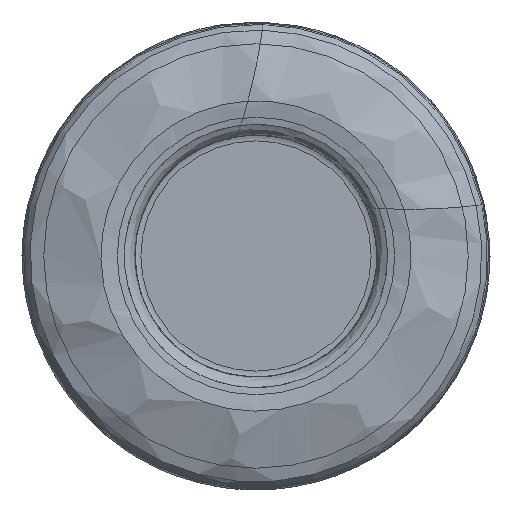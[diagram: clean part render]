
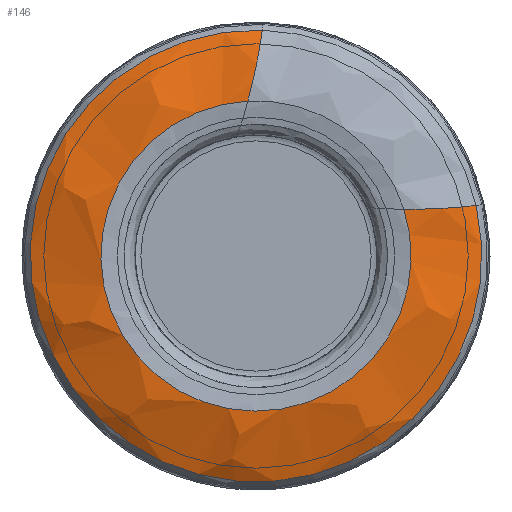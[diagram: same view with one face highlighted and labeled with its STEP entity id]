
A CAD part, left-side view. The second image highlights one B-rep face of the part: STEP entity #146.
In plain terms, the highlighted free-form (B-spline) face has degree [3, 3] with [4, 7] control points.
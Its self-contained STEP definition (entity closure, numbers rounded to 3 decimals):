
#36=(
BOUNDED_SURFACE()
B_SPLINE_SURFACE(3,3,((#917,#918,#919,#920,#921,#922,#923),(#924,#925,#926,
#927,#928,#929,#930),(#931,#932,#933,#934,#935,#936,#937),(#938,#939,#940,
#941,#942,#943,#944)),.UNSPECIFIED.,.F.,.F.,.F.)
B_SPLINE_SURFACE_WITH_KNOTS((4,4),(4,3,4),(0.,1.),(0.,0.5,1.),
 .UNSPECIFIED.)
GEOMETRIC_REPRESENTATION_ITEM()
RATIONAL_B_SPLINE_SURFACE(((1.,0.549,0.549,1.,0.549,
0.549,1.),(0.961,0.528,0.528,
0.961,0.528,0.528,0.961),
(0.961,0.528,0.528,0.961,
0.528,0.528,0.961),(1.,0.549,
0.549,1.,0.549,0.549,1.)))
REPRESENTATION_ITEM('')
SURFACE()
);
#146=ADVANCED_FACE('',(#174),#36,.F.);
#174=FACE_OUTER_BOUND('',#228,.T.);
#228=EDGE_LOOP('',(#294,#295,#296,#297));
#294=ORIENTED_EDGE('',*,*,#440,.F.);
#295=ORIENTED_EDGE('',*,*,#441,.T.);
#296=ORIENTED_EDGE('',*,*,#437,.T.);
#297=ORIENTED_EDGE('',*,*,#442,.T.);
#395=VERTEX_POINT('',#880);
#396=VERTEX_POINT('',#881);
#397=VERTEX_POINT('',#913);
#398=VERTEX_POINT('',#914);
#437=EDGE_CURVE('',#395,#396,#498,.T.);
#440=EDGE_CURVE('',#397,#398,#501,.T.);
#441=EDGE_CURVE('',#397,#395,#502,.T.);
#442=EDGE_CURVE('',#396,#398,#503,.T.);
#498=CIRCLE('',#574,8.287);
#501=CIRCLE('',#577,12.066);
#502=CIRCLE('',#578,6.);
#503=CIRCLE('',#579,6.);
#574=AXIS2_PLACEMENT_3D('',#879,#691,#692);
#577=AXIS2_PLACEMENT_3D('',#912,#697,#698);
#578=AXIS2_PLACEMENT_3D('',#915,#699,#700);
#579=AXIS2_PLACEMENT_3D('',#916,#701,#702);
#691=DIRECTION('',(1.,0.,0.));
#692=DIRECTION('',(0.,-0.953,0.302));
#697=DIRECTION('',(1.,0.,0.));
#698=DIRECTION('',(0.,-0.975,0.224));
#699=DIRECTION('',(0.174,0.,-0.985));
#700=DIRECTION('',(0.985,0.,0.174));
#701=DIRECTION('',(-0.174,0.953,0.247));
#702=DIRECTION('',(0.985,0.168,0.044));
#879=CARTESIAN_POINT('',(0.009,0.,0.));
#880=CARTESIAN_POINT('',(0.009,-7.9,2.502));
#881=CARTESIAN_POINT('',(0.009,0.441,8.275));
#912=CARTESIAN_POINT('',(1.135,0.,0.));
#913=CARTESIAN_POINT('',(1.135,-11.76,2.7));
#914=CARTESIAN_POINT('',(1.135,-0.334,12.062));
#915=CARTESIAN_POINT('',(5.909,-8.225,3.542));
#916=CARTESIAN_POINT('',(5.909,1.367,8.85));
#917=CARTESIAN_POINT('',(0.009,-7.9,2.502));
#918=CARTESIAN_POINT('',(0.009,-10.775,-6.577));
#919=CARTESIAN_POINT('',(0.009,-3.114,-12.233));
#920=CARTESIAN_POINT('',(0.009,4.716,-6.814));
#921=CARTESIAN_POINT('',(0.009,12.546,-1.394));
#922=CARTESIAN_POINT('',(0.009,9.95,7.768));
#923=CARTESIAN_POINT('',(0.009,0.441,8.275));
#924=CARTESIAN_POINT('',(-0.066,-9.294,2.488));
#925=CARTESIAN_POINT('',(-0.066,-12.154,-8.192));
#926=CARTESIAN_POINT('',(-0.066,-2.972,-14.352));
#927=CARTESIAN_POINT('',(-0.066,5.826,-7.657));
#928=CARTESIAN_POINT('',(-0.066,14.625,-0.961));
#929=CARTESIAN_POINT('',(-0.066,11.135,9.53));
#930=CARTESIAN_POINT('',(-0.066,0.079,9.621));
#931=CARTESIAN_POINT('',(0.325,-10.632,2.557));
#932=CARTESIAN_POINT('',(0.325,-13.571,-9.661));
#933=CARTESIAN_POINT('',(0.325,-2.96,-16.394));
#934=CARTESIAN_POINT('',(0.325,6.843,-8.53));
#935=CARTESIAN_POINT('',(0.325,16.645,-0.667));
#936=CARTESIAN_POINT('',(0.325,12.375,11.152));
#937=CARTESIAN_POINT('',(0.325,-0.19,10.934));
#938=CARTESIAN_POINT('',(1.135,-11.76,2.7));
#939=CARTESIAN_POINT('',(1.135,-14.863,-10.815));
#940=CARTESIAN_POINT('',(1.135,-3.079,-18.122));
#941=CARTESIAN_POINT('',(1.135,7.647,-9.334));
#942=CARTESIAN_POINT('',(1.135,18.373,-0.546));
#943=CARTESIAN_POINT('',(1.135,13.527,12.446));
#944=CARTESIAN_POINT('',(1.135,-0.334,12.062));
